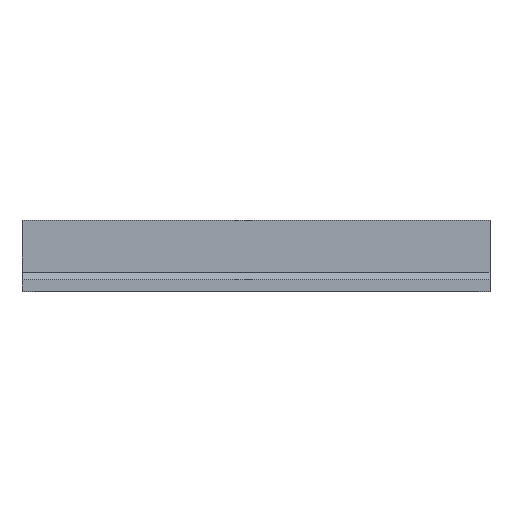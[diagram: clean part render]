
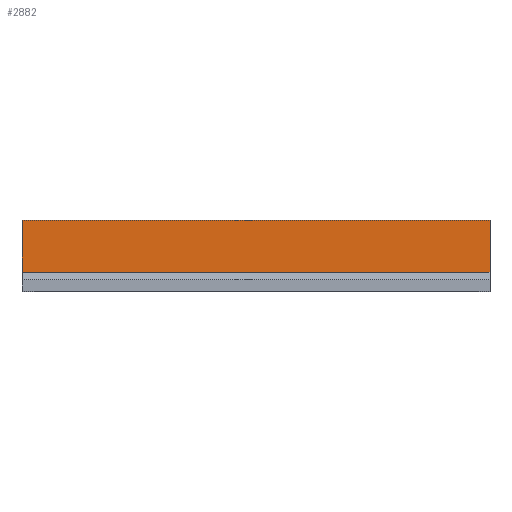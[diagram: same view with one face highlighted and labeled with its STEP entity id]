
A CAD part, top view. The second image highlights one B-rep face of the part: STEP entity #2882.
In plain terms, the highlighted free-form (B-spline) face has degree [1, 1] with [2, 2] control points.
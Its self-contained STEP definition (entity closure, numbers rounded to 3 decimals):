
#1496=CARTESIAN_POINT('',(-0.824,-223.309,567.05));
#1497=VERTEX_POINT('',#1496);
#1505=CARTESIAN_POINT('',(-0.824,-202.797,567.05));
#1506=VERTEX_POINT('',#1505);
#1507=CARTESIAN_POINT('',(-0.824,-202.797,567.05));
#1508=CARTESIAN_POINT('',(-0.824,-209.634,567.05));
#1509=CARTESIAN_POINT('',(-0.824,-216.471,567.05));
#1510=CARTESIAN_POINT('',(-0.824,-223.309,567.05));
#1511=B_SPLINE_CURVE_WITH_KNOTS('',3,(#1507,#1508,#1509,#1510),.UNSPECIFIED.,.F.,.F.,(4,4),(0.,0.021),.UNSPECIFIED.);
#1512=EDGE_CURVE('',#1506,#1497,#1511,.T.);
#2642=CARTESIAN_POINT('',(184.235,-202.797,567.05));
#2643=VERTEX_POINT('',#2642);
#2644=CARTESIAN_POINT('',(184.235,-202.797,567.05));
#2645=CARTESIAN_POINT('',(122.549,-202.797,567.05));
#2646=CARTESIAN_POINT('',(60.862,-202.797,567.05));
#2647=CARTESIAN_POINT('',(-0.824,-202.797,567.05));
#2648=B_SPLINE_CURVE_WITH_KNOTS('',3,(#2644,#2645,#2646,#2647),.UNSPECIFIED.,.F.,.F.,(4,4),(0.74,0.925),.UNSPECIFIED.);
#2649=EDGE_CURVE('',#2643,#1506,#2648,.T.);
#2857=CARTESIAN_POINT('',(-0.824,-202.797,567.05));
#2858=CARTESIAN_POINT('',(184.235,-202.797,567.05));
#2859=CARTESIAN_POINT('',(-0.824,-223.309,567.05));
#2860=CARTESIAN_POINT('',(184.235,-223.309,567.05));
#2861=B_SPLINE_SURFACE_WITH_KNOTS('',1,1,((#2857,#2858),(#2859,#2860)),.UNSPECIFIED.,.F.,.F.,.U.,(2,2),(2,2),(0.,1.),(0.,1.),.UNSPECIFIED.);
#2862=CARTESIAN_POINT('',(184.235,-223.309,567.05));
#2863=VERTEX_POINT('',#2862);
#2864=CARTESIAN_POINT('',(-0.824,-223.309,567.05));
#2865=CARTESIAN_POINT('',(60.862,-223.309,567.05));
#2866=CARTESIAN_POINT('',(122.549,-223.309,567.05));
#2867=CARTESIAN_POINT('',(184.235,-223.309,567.05));
#2868=B_SPLINE_CURVE_WITH_KNOTS('',3,(#2864,#2865,#2866,#2867),.UNSPECIFIED.,.F.,.F.,(4,4),(0.,1.),.UNSPECIFIED.);
#2869=EDGE_CURVE('',#1497,#2863,#2868,.T.);
#2870=ORIENTED_EDGE('',*,*,#2869,.T.);
#2871=CARTESIAN_POINT('',(184.235,-202.797,567.05));
#2872=CARTESIAN_POINT('',(184.235,-209.634,567.05));
#2873=CARTESIAN_POINT('',(184.235,-216.471,567.05));
#2874=CARTESIAN_POINT('',(184.235,-223.309,567.05));
#2875=B_SPLINE_CURVE_WITH_KNOTS('',3,(#2871,#2872,#2873,#2874),.UNSPECIFIED.,.F.,.F.,(4,4),(0.082,0.103),.UNSPECIFIED.);
#2876=EDGE_CURVE('',#2643,#2863,#2875,.T.);
#2877=ORIENTED_EDGE('',*,*,#2876,.F.);
#2878=ORIENTED_EDGE('',*,*,#2649,.T.);
#2879=ORIENTED_EDGE('',*,*,#1512,.T.);
#2880=EDGE_LOOP('',(#2870,#2877,#2878,#2879));
#2881=FACE_BOUND('',#2880,.T.);
#2882=ADVANCED_FACE('',(#2881),#2861,.T.);
